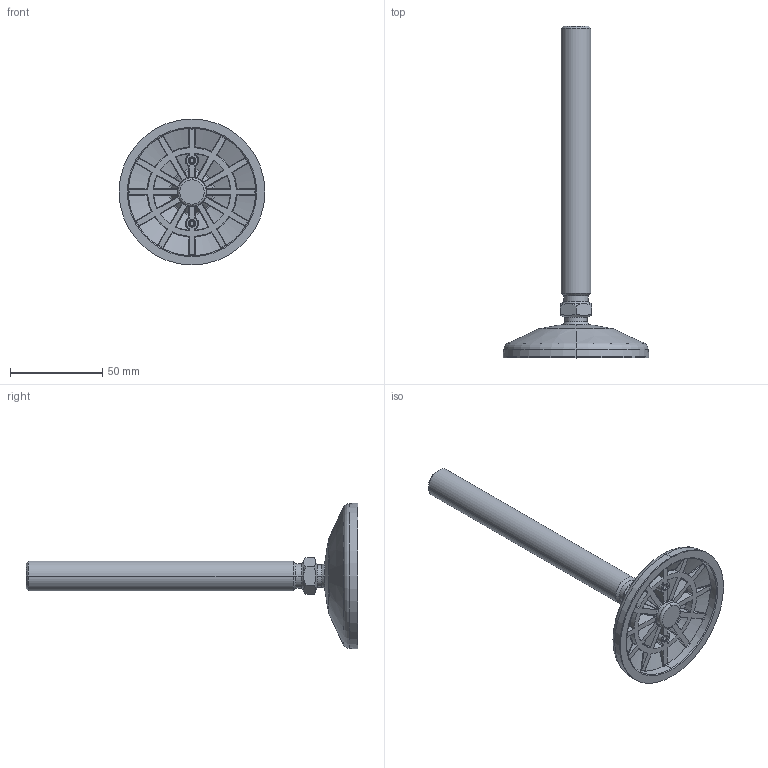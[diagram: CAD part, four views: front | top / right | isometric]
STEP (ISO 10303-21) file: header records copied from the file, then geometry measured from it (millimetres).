
FILE_DESCRIPTION (( 'STEP AP214' ), '1' );
FILE_NAME ('9d080k16150m.STEP', '2014-09-12T13:15:02', ( '' ), ( '' ), 'SwSTEP 2.0', 'SolidWorks 2014', '' );
FILE_SCHEMA (( 'AUTOMOTIVE_DESIGN' ));
Length unit declared in the file: millimetre
Products named in the file (3): 9d080k16150m; 098dm16040e-Tab_098 dm 16 150; 098d080k_098 d 080 k
Assembly tree (2 placements, depth 2):
  9d080k16150m
    098d080k_098 d 080 k
    098dm16040e-Tab_098 dm 16 150
Bounding box: 79 x 179.6 x 79 mm (x, y, z)
Volume: 67692.4 mm3; surface area: 25380.7 mm2
Topology: 2 solids, 2 shells, 485 faces, 1274 edges, 770 vertices
Faces by surface type: bspline 128, cylinder 104, plane 89, torus 72, cone 62, sphere 30
Entity records: 17932 total; most frequent: CARTESIAN_POINT 7298, ORIENTED_EDGE 2438, DIRECTION 1950, EDGE_CURVE 1219, AXIS2_PLACEMENT_3D 855, VERTEX_POINT 743, CIRCLE 493, EDGE_LOOP 490
